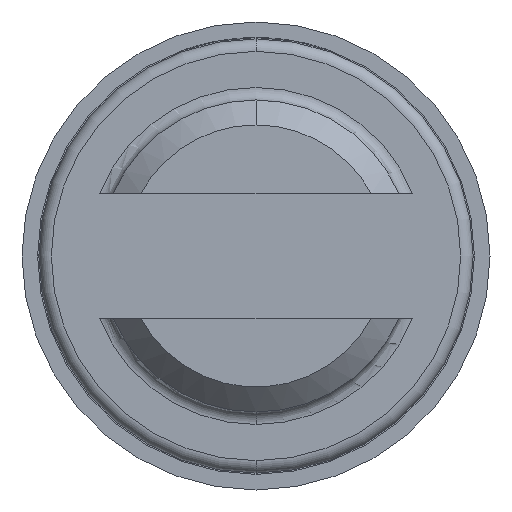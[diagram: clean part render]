
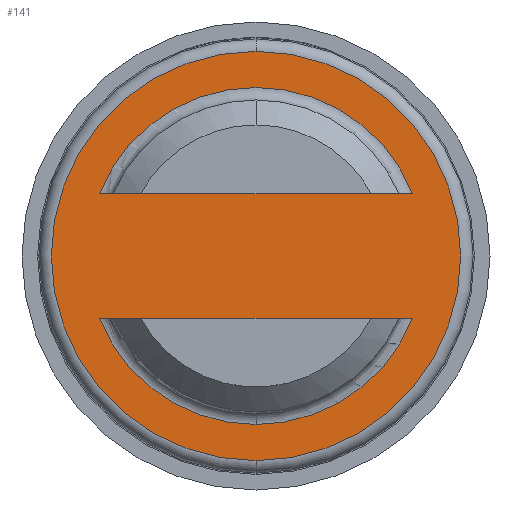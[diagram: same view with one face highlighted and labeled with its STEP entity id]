
A CAD part, front view. The second image highlights one B-rep face of the part: STEP entity #141.
In plain terms, the highlighted planar face has unit normal (0, -1, 0).
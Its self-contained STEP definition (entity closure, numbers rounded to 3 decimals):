
#17 = EDGE_CURVE ( 'Defeature ausgef�hrt1_15+Defeature ausgef�hrt1_10+Defeature ausgef�hrt1_3+Defeature ausgef�hrt1_3', #2273, #2669, #361, .T. ) ;
#141 = ADVANCED_FACE ( 'Defeature ausgef�hrt1_10', ( #1048, #1511, #964 ), #2595, .T. ) ;
#215 = DIRECTION ( 'NONE',  ( 1., 0., 0. ) ) ;
#275 = DIRECTION ( 'NONE',  ( 0., -1., 0. ) ) ;
#313 = EDGE_CURVE ( 'Defeature ausgef�hrt1_10+Defeature ausgef�hrt1_17+Defeature ausgef�hrt1_17+Defeature ausgef�hrt1_17', #2395, #1709, #793, .T. ) ;
#361 = LINE ( 'NONE', #1177, #2265 ) ;
#523 = ORIENTED_EDGE ( 'NONE', *, *, #2631, .T. ) ;
#657 = CARTESIAN_POINT ( 'NONE',  ( 0., 3.5, 1.64 ) ) ;
#709 = EDGE_CURVE ( 'Defeature ausgef�hrt1_10+Defeature ausgef�hrt1_16+Defeature ausgef�hrt1_14+Defeature ausgef�hrt1_14', #2771, #1896, #2318, .T. ) ;
#785 = AXIS2_PLACEMENT_3D ( 'NONE', #981, #275, #2167 ) ;
#793 = CIRCLE ( 'NONE', #2793, 1.64 ) ;
#964 = FACE_BOUND ( 'NONE', #1373, .T. ) ;
#981 = CARTESIAN_POINT ( 'NONE',  ( 1.25, 3.5, 0. ) ) ;
#1025 = DIRECTION ( 'NONE',  ( 0., 1., 0. ) ) ;
#1048 = FACE_BOUND ( 'NONE', #1859, .T. ) ;
#1075 = CARTESIAN_POINT ( 'NONE',  ( -1.254, 3.5, 0.5 ) ) ;
#1156 = CIRCLE ( 'NONE', #1448, 1.35 ) ;
#1177 = CARTESIAN_POINT ( 'NONE',  ( -1.875, 3.5, 0.5 ) ) ;
#1181 = EDGE_CURVE ( 'Defeature ausgef�hrt1_10+Defeature ausgef�hrt1_14+Defeature ausgef�hrt1_16+Defeature ausgef�hrt1_16', #1896, #2994, #2825, .T. ) ;
#1240 = CARTESIAN_POINT ( 'NONE',  ( 0., 3.5, -1.35 ) ) ;
#1312 = CARTESIAN_POINT ( 'NONE',  ( 0., 3.5, 0. ) ) ;
#1352 = ORIENTED_EDGE ( 'NONE', *, *, #709, .T. ) ;
#1357 = ORIENTED_EDGE ( 'NONE', *, *, #2942, .T. ) ;
#1373 = EDGE_LOOP ( 'NONE', ( #1352, #2291, #523 ) ) ;
#1408 = CIRCLE ( 'NONE', #2843, 1.64 ) ;
#1448 = AXIS2_PLACEMENT_3D ( 'NONE', #1312, #1025, #2098 ) ;
#1451 = DIRECTION ( 'NONE',  ( 0., 0., -1. ) ) ;
#1511 = FACE_OUTER_BOUND ( 'NONE', #2176, .T. ) ;
#1599 = CARTESIAN_POINT ( 'NONE',  ( 1.254, 3.5, 0.5 ) ) ;
#1654 = CARTESIAN_POINT ( 'NONE',  ( 1.254, 3.5, -0.5 ) ) ;
#1709 = VERTEX_POINT ( 'NONE', #2756 ) ;
#1744 = CARTESIAN_POINT ( 'NONE',  ( 0., 3.5, 0. ) ) ;
#1832 = DIRECTION ( 'NONE',  ( 0., 1., 0. ) ) ;
#1859 = EDGE_LOOP ( 'NONE', ( #1875, #3106 ) ) ;
#1875 = ORIENTED_EDGE ( 'NONE', *, *, #2620, .T. ) ;
#1896 = VERTEX_POINT ( 'NONE', #1654 ) ;
#2078 = DIRECTION ( 'NONE',  ( 0., 1., 0. ) ) ;
#2098 = DIRECTION ( 'NONE',  ( 0., 0., -1. ) ) ;
#2149 = CARTESIAN_POINT ( 'NONE',  ( 0., 3.5, 0. ) ) ;
#2167 = DIRECTION ( 'NONE',  ( 0., 0., -1. ) ) ;
#2176 = EDGE_LOOP ( 'NONE', ( #1357, #3110 ) ) ;
#2265 = VECTOR ( 'NONE', #2544, 1000. ) ;
#2273 = VERTEX_POINT ( 'NONE', #1075 ) ;
#2291 = ORIENTED_EDGE ( 'NONE', *, *, #1181, .T. ) ;
#2318 = LINE ( 'NONE', #2922, #3336 ) ;
#2342 = DIRECTION ( 'NONE',  ( 0., 0., -1. ) ) ;
#2395 = VERTEX_POINT ( 'NONE', #657 ) ;
#2424 = DIRECTION ( 'NONE',  ( 0., -1., 0. ) ) ;
#2467 = AXIS2_PLACEMENT_3D ( 'NONE', #3204, #1832, #2941 ) ;
#2544 = DIRECTION ( 'NONE',  ( 1., 0., 0. ) ) ;
#2595 = PLANE ( 'NONE',  #785 ) ;
#2620 = EDGE_CURVE ( 'Defeature ausgef�hrt1_10+Defeature ausgef�hrt1_3+Defeature ausgef�hrt1_15+Defeature ausgef�hrt1_15', #2273, #2669, #3472, .T. ) ;
#2631 = EDGE_CURVE ( 'Defeature ausgef�hrt1_10+Defeature ausgef�hrt1_14+Defeature ausgef�hrt1_16+Defeature ausgef�hrt1_16', #2994, #2771, #1156, .T. ) ;
#2669 = VERTEX_POINT ( 'NONE', #1599 ) ;
#2679 = AXIS2_PLACEMENT_3D ( 'NONE', #2894, #2078, #2342 ) ;
#2704 = DIRECTION ( 'NONE',  ( 0., 0., -1. ) ) ;
#2710 = CARTESIAN_POINT ( 'NONE',  ( -1.254, 3.5, -0.5 ) ) ;
#2756 = CARTESIAN_POINT ( 'NONE',  ( 0., 3.5, -1.64 ) ) ;
#2771 = VERTEX_POINT ( 'NONE', #2710 ) ;
#2793 = AXIS2_PLACEMENT_3D ( 'NONE', #2149, #2424, #2704 ) ;
#2806 = DIRECTION ( 'NONE',  ( 0., -1., 0. ) ) ;
#2825 = CIRCLE ( 'NONE', #2679, 1.35 ) ;
#2843 = AXIS2_PLACEMENT_3D ( 'NONE', #1744, #2806, #1451 ) ;
#2894 = CARTESIAN_POINT ( 'NONE',  ( 0., 3.5, 0. ) ) ;
#2922 = CARTESIAN_POINT ( 'NONE',  ( -1.875, 3.5, -0.5 ) ) ;
#2941 = DIRECTION ( 'NONE',  ( 0., 0., -1. ) ) ;
#2942 = EDGE_CURVE ( 'Defeature ausgef�hrt1_10+Defeature ausgef�hrt1_17+Defeature ausgef�hrt1_17+Defeature ausgef�hrt1_17', #1709, #2395, #1408, .T. ) ;
#2994 = VERTEX_POINT ( 'NONE', #1240 ) ;
#3106 = ORIENTED_EDGE ( 'NONE', *, *, #17, .F. ) ;
#3110 = ORIENTED_EDGE ( 'NONE', *, *, #313, .T. ) ;
#3204 = CARTESIAN_POINT ( 'NONE',  ( 0., 3.5, 0. ) ) ;
#3336 = VECTOR ( 'NONE', #215, 1000. ) ;
#3472 = CIRCLE ( 'NONE', #2467, 1.35 ) ;
